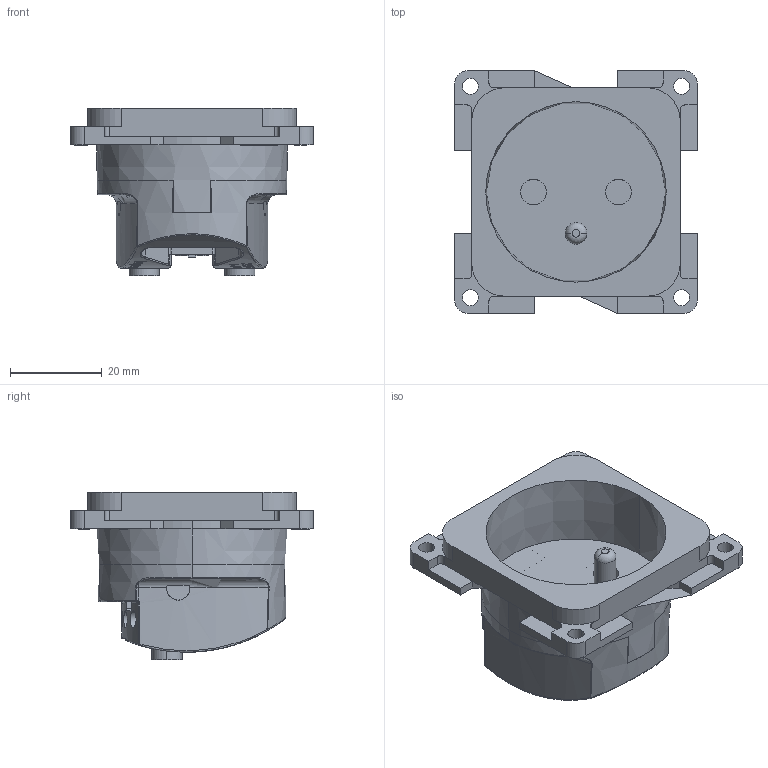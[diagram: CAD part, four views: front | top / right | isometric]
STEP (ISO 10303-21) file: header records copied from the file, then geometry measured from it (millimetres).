
FILE_DESCRIPTION (( 'STEP AP203' ), '1' );
FILE_NAME ('88052020.STEP', '2015-05-07T17:02:04', ( 'ATS Administrator' ), ( '' ), 'SwSTEP 2.0', 'SolidWorks 2014', '' );
FILE_SCHEMA (( 'CONFIG_CONTROL_DESIGN' ));
Length unit declared in the file: millimetre
Products named in the file (1): 88052020
Bounding box: 52.9 x 52.9 x 36.5 mm (x, y, z)
Volume: 26057.9 mm3; surface area: 17769.4 mm2
Topology: 7 solids, 7 shells, 1153 faces, 3001 edges, 1976 vertices
Faces by surface type: plane 514, bspline 472, cylinder 139, torus 12, sphere 10, cone 6
Entity records: 63217 total; most frequent: CARTESIAN_POINT 38371, ORIENTED_EDGE 5998, DIRECTION 3453, EDGE_CURVE 2999, VERTEX_POINT 1975, LINE 1515, VECTOR 1515, EDGE_LOOP 1288
